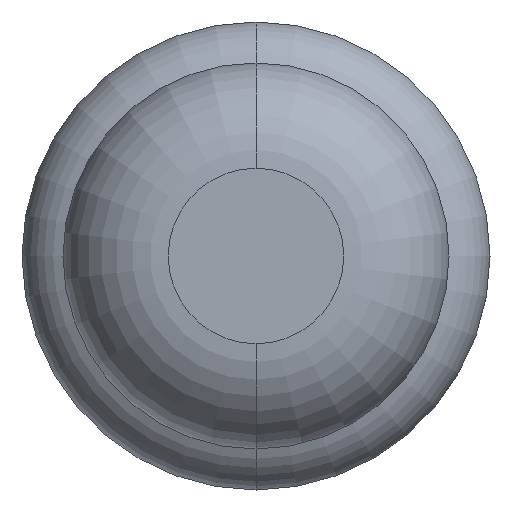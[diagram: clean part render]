
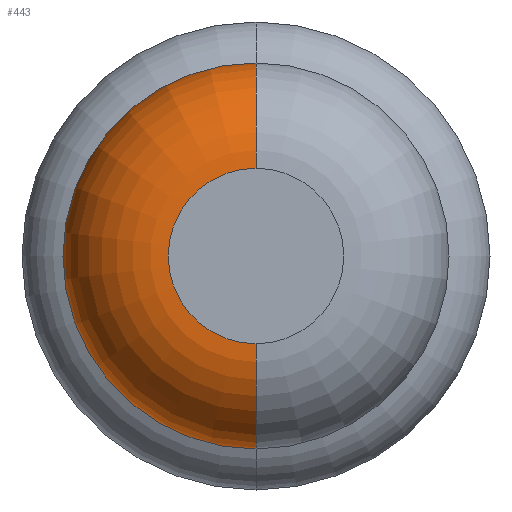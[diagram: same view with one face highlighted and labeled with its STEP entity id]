
A CAD part, front view. The second image highlights one B-rep face of the part: STEP entity #443.
In plain terms, the highlighted toroidal (fillet/blend) face has major radius 0.375 mm and minor radius 0.45 mm.
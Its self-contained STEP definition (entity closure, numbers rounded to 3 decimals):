
#33 = DIRECTION ( 'NONE',  ( 0., 0., 1. ) ) ;
#230 = CARTESIAN_POINT ( 'NONE',  ( 0., -23.55, 0.375 ) ) ;
#231 = CARTESIAN_POINT ( 'NONE',  ( 0., -23.55, 0. ) ) ;
#243 = DIRECTION ( 'NONE',  ( -1., 0., 0. ) ) ;
#443 = ADVANCED_FACE ( 'Defeature ausgef�hrt1_2', ( #1345 ), #1066, .T. ) ;
#466 = AXIS2_PLACEMENT_3D ( 'NONE', #1619, #870, #3183 ) ;
#467 = CIRCLE ( 'NONE', #2974, 0.45 ) ;
#608 = EDGE_CURVE ( 'Defeature ausgef�hrt1_3+Defeature ausgef�hrt1_2+Defeature ausgef�hrt1_2+Defeature ausgef�hrt1_2', #1594, #1510, #2603, .T. ) ;
#735 = DIRECTION ( 'NONE',  ( 0., 0., 1. ) ) ;
#814 = AXIS2_PLACEMENT_3D ( 'NONE', #2475, #2708, #1925 ) ;
#870 = DIRECTION ( 'NONE',  ( 1., 0., 0. ) ) ;
#1066 = TOROIDAL_SURFACE ( 'NONE', #2688, 0.375, 0.45 ) ;
#1345 = FACE_OUTER_BOUND ( 'NONE', #2489, .T. ) ;
#1366 = ORIENTED_EDGE ( 'NONE', *, *, #1403, .T. ) ;
#1403 = EDGE_CURVE ( 'Defeature ausgef�hrt1_2+Defeature ausgef�hrt1_1+Defeature ausgef�hrt1_1+Defeature ausgef�hrt1_1', #1852, #1988, #2936, .T. ) ;
#1510 = VERTEX_POINT ( 'NONE', #2719 ) ;
#1562 = DIRECTION ( 'NONE',  ( 0., 1., 0. ) ) ;
#1594 = VERTEX_POINT ( 'NONE', #2881 ) ;
#1619 = CARTESIAN_POINT ( 'NONE',  ( 0., -23.55, -0.375 ) ) ;
#1852 = VERTEX_POINT ( 'NONE', #1951 ) ;
#1862 = CIRCLE ( 'NONE', #466, 0.45 ) ;
#1925 = DIRECTION ( 'NONE',  ( 0., 0., 1. ) ) ;
#1951 = CARTESIAN_POINT ( 'NONE',  ( 0., -24., -0.375 ) ) ;
#1988 = VERTEX_POINT ( 'NONE', #2545 ) ;
#2011 = DIRECTION ( 'NONE',  ( 0., 1., 0. ) ) ;
#2047 = ORIENTED_EDGE ( 'NONE', *, *, #2899, .F. ) ;
#2092 = EDGE_CURVE ( 'NONE', #1988, #1510, #467, .T. ) ;
#2209 = ORIENTED_EDGE ( 'NONE', *, *, #2092, .T. ) ;
#2443 = AXIS2_PLACEMENT_3D ( 'NONE', #231, #2011, #3328 ) ;
#2475 = CARTESIAN_POINT ( 'NONE',  ( 0., -24., 0. ) ) ;
#2489 = EDGE_LOOP ( 'NONE', ( #2047, #1366, #2209, #3214 ) ) ;
#2545 = CARTESIAN_POINT ( 'NONE',  ( 0., -24., 0.375 ) ) ;
#2603 = CIRCLE ( 'NONE', #2443, 0.825 ) ;
#2688 = AXIS2_PLACEMENT_3D ( 'NONE', #3153, #1562, #33 ) ;
#2708 = DIRECTION ( 'NONE',  ( 0., 1., 0. ) ) ;
#2719 = CARTESIAN_POINT ( 'NONE',  ( 0., -23.55, 0.825 ) ) ;
#2881 = CARTESIAN_POINT ( 'NONE',  ( 0., -23.55, -0.825 ) ) ;
#2899 = EDGE_CURVE ( 'NONE', #1852, #1594, #1862, .T. ) ;
#2936 = CIRCLE ( 'NONE', #814, 0.375 ) ;
#2974 = AXIS2_PLACEMENT_3D ( 'NONE', #230, #243, #735 ) ;
#3153 = CARTESIAN_POINT ( 'NONE',  ( 0., -23.55, 0. ) ) ;
#3183 = DIRECTION ( 'NONE',  ( 0., 0., -1. ) ) ;
#3214 = ORIENTED_EDGE ( 'NONE', *, *, #608, .F. ) ;
#3328 = DIRECTION ( 'NONE',  ( 0., 0., 1. ) ) ;
